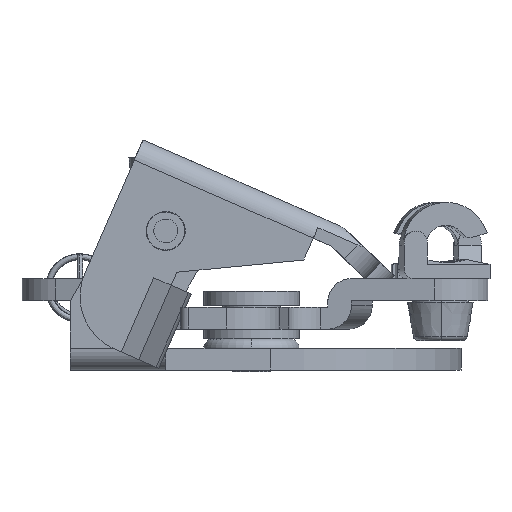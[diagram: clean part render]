
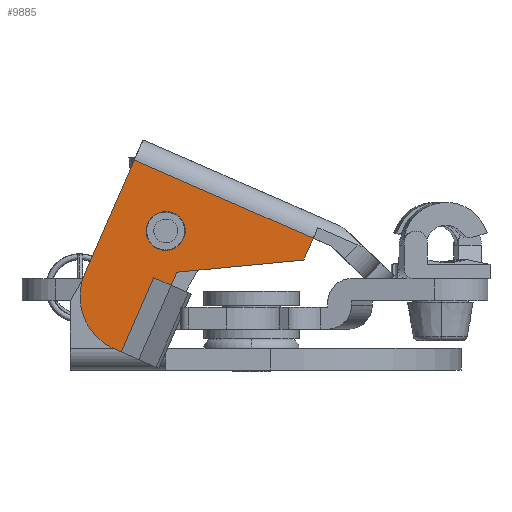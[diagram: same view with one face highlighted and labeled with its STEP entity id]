
A CAD part, left-side view. The second image highlights one B-rep face of the part: STEP entity #9885.
In plain terms, the highlighted planar face has unit normal (-1, 0, 0).
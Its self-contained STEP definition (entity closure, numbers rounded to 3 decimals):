
#19 = VERTEX_POINT ( 'NONE', #2615 ) ;
#30 = VERTEX_POINT ( 'NONE', #2651 ) ;
#31 = EDGE_LOOP ( 'NONE', ( #105, #110, #16114, #16081, #9960, #9892, #9906, #9894 ) ) ;
#105 = ORIENTED_EDGE ( 'NONE', *, *, #106, .F. ) ;
#106 = EDGE_CURVE ( 'NONE', #30, #19, #3427, .T. ) ;
#110 = ORIENTED_EDGE ( 'NONE', *, *, #112, .T. ) ;
#112 = EDGE_CURVE ( 'NONE', #30, #16128, #3612, .T. ) ;
#452 = VERTEX_POINT ( 'NONE', #6763 ) ;
#454 = EDGE_CURVE ( 'NONE', #455, #452, #6762, .T. ) ;
#455 = VERTEX_POINT ( 'NONE', #6757 ) ;
#2615 = CARTESIAN_POINT ( 'NONE',  ( -41.05, -14.5, 3. ) ) ;
#2651 = CARTESIAN_POINT ( 'NONE',  ( -41.05, -14.5, 5.5 ) ) ;
#3424 = DIRECTION ( 'NONE',  ( 0., 0., -1. ) ) ;
#3425 = VECTOR ( 'NONE', #3424, 1000. ) ;
#3426 = CARTESIAN_POINT ( 'NONE',  ( -41.05, -14.5, 7.8 ) ) ;
#3427 = LINE ( 'NONE', #3426, #3425 ) ;
#3609 = DIRECTION ( 'NONE',  ( 0., 1., 0. ) ) ;
#3610 = VECTOR ( 'NONE', #3609, 1000. ) ;
#3611 = CARTESIAN_POINT ( 'NONE',  ( -41.05, 6., 5.5 ) ) ;
#3612 = LINE ( 'NONE', #3611, #3610 ) ;
#6757 = CARTESIAN_POINT ( 'NONE',  ( -41.05, -2.05, 0. ) ) ;
#6758 = DIRECTION ( 'NONE',  ( 0., 1., 0. ) ) ;
#6759 = DIRECTION ( 'NONE',  ( 1., 0., 0. ) ) ;
#6760 = CARTESIAN_POINT ( 'NONE',  ( -41.05, 0., 0. ) ) ;
#6761 = AXIS2_PLACEMENT_3D ( 'NONE', #6760, #6759, #6758 ) ;
#6762 = CIRCLE ( 'NONE', #6761, 2.05 ) ;
#6763 = CARTESIAN_POINT ( 'NONE',  ( -41.05, 2.05, 0. ) ) ;
#9863 = VERTEX_POINT ( 'NONE', #10705 ) ;
#9864 = EDGE_LOOP ( 'NONE', ( #9886, #15918 ) ) ;
#9885 = ADVANCED_FACE ( 'NONE', ( #10762, #10761 ), #10760, .T. ) ;
#9886 = ORIENTED_EDGE ( 'NONE', *, *, #454, .T. ) ;
#9888 = EDGE_CURVE ( 'NONE', #9900, #9903, #10755, .T. ) ;
#9889 = EDGE_CURVE ( 'NONE', #9899, #9903, #10751, .T. ) ;
#9890 = EDGE_CURVE ( 'NONE', #19, #9900, #10747, .T. ) ;
#9892 = ORIENTED_EDGE ( 'NONE', *, *, #9889, .T. ) ;
#9894 = ORIENTED_EDGE ( 'NONE', *, *, #9890, .F. ) ;
#9899 = VERTEX_POINT ( 'NONE', #10743 ) ;
#9900 = VERTEX_POINT ( 'NONE', #10742 ) ;
#9903 = VERTEX_POINT ( 'NONE', #10741 ) ;
#9906 = ORIENTED_EDGE ( 'NONE', *, *, #9888, .F. ) ;
#9959 = EDGE_CURVE ( 'NONE', #9899, #9863, #10740, .T. ) ;
#9960 = ORIENTED_EDGE ( 'NONE', *, *, #9959, .F. ) ;
#10010 = EDGE_CURVE ( 'NONE', #9863, #16102, #10735, .T. ) ;
#10705 = CARTESIAN_POINT ( 'NONE',  ( -41.05, 0., -13.5 ) ) ;
#10735 = CIRCLE ( 'NONE', #10797, 6. ) ;
#10737 = DIRECTION ( 'NONE',  ( 0., 1., 0. ) ) ;
#10738 = VECTOR ( 'NONE', #10737, 1000. ) ;
#10739 = CARTESIAN_POINT ( 'NONE',  ( -41.05, -2.8, -13.5 ) ) ;
#10740 = LINE ( 'NONE', #10739, #10738 ) ;
#10741 = CARTESIAN_POINT ( 'NONE',  ( -41.05, -2.8, -5. ) ) ;
#10742 = CARTESIAN_POINT ( 'NONE',  ( -41.05, -2.8, -3.5 ) ) ;
#10743 = CARTESIAN_POINT ( 'NONE',  ( -41.05, -2.8, -13.5 ) ) ;
#10744 = DIRECTION ( 'NONE',  ( 0., 0.874, -0.486 ) ) ;
#10745 = VECTOR ( 'NONE', #10744, 1000. ) ;
#10746 = CARTESIAN_POINT ( 'NONE',  ( -41.05, -14.5, 3. ) ) ;
#10747 = LINE ( 'NONE', #10746, #10745 ) ;
#10748 = DIRECTION ( 'NONE',  ( 0., 0., 1. ) ) ;
#10749 = VECTOR ( 'NONE', #10748, 1000. ) ;
#10750 = CARTESIAN_POINT ( 'NONE',  ( -41.05, -2.8, -13.5 ) ) ;
#10751 = LINE ( 'NONE', #10750, #10749 ) ;
#10752 = DIRECTION ( 'NONE',  ( 0., 0., -1. ) ) ;
#10753 = VECTOR ( 'NONE', #10752, 1000. ) ;
#10754 = CARTESIAN_POINT ( 'NONE',  ( -41.05, -2.8, -3.5 ) ) ;
#10755 = LINE ( 'NONE', #10754, #10753 ) ;
#10756 = DIRECTION ( 'NONE',  ( 0., 1., 0. ) ) ;
#10757 = DIRECTION ( 'NONE',  ( -1., 0., 0. ) ) ;
#10758 = CARTESIAN_POINT ( 'NONE',  ( -41.05, 0., -7.5 ) ) ;
#10759 = AXIS2_PLACEMENT_3D ( 'NONE', #10758, #10757, #10756 ) ;
#10760 = PLANE ( 'NONE',  #10759 ) ;
#10761 = FACE_BOUND ( 'NONE', #9864, .T. ) ;
#10762 = FACE_OUTER_BOUND ( 'NONE', #31, .T. ) ;
#10794 = DIRECTION ( 'NONE',  ( 0., 1., 0. ) ) ;
#10795 = DIRECTION ( 'NONE',  ( 1., 0., 0. ) ) ;
#10796 = CARTESIAN_POINT ( 'NONE',  ( -41.05, 0., -7.5 ) ) ;
#10797 = AXIS2_PLACEMENT_3D ( 'NONE', #10796, #10795, #10794 ) ;
#11199 = DIRECTION ( 'NONE',  ( 0., 1., 0. ) ) ;
#11200 = DIRECTION ( 'NONE',  ( 1., 0., 0. ) ) ;
#11201 = CARTESIAN_POINT ( 'NONE',  ( -41.05, 0., 0. ) ) ;
#11202 = AXIS2_PLACEMENT_3D ( 'NONE', #11201, #11200, #11199 ) ;
#11203 = CIRCLE ( 'NONE', #11202, 2.05 ) ;
#11442 = LINE ( 'NONE', #11509, #11508 ) ;
#11450 = CARTESIAN_POINT ( 'NONE',  ( -41.05, 6., -7.5 ) ) ;
#11507 = DIRECTION ( 'NONE',  ( 0., 0., 1. ) ) ;
#11508 = VECTOR ( 'NONE', #11507, 1000. ) ;
#11509 = CARTESIAN_POINT ( 'NONE',  ( -41.05, 6., -7.5 ) ) ;
#11516 = CARTESIAN_POINT ( 'NONE',  ( -41.05, 6., 5.5 ) ) ;
#15918 = ORIENTED_EDGE ( 'NONE', *, *, #15948, .T. ) ;
#15948 = EDGE_CURVE ( 'NONE', #452, #455, #11203, .T. ) ;
#16081 = ORIENTED_EDGE ( 'NONE', *, *, #10010, .F. ) ;
#16102 = VERTEX_POINT ( 'NONE', #11450 ) ;
#16111 = EDGE_CURVE ( 'NONE', #16102, #16128, #11442, .T. ) ;
#16114 = ORIENTED_EDGE ( 'NONE', *, *, #16111, .F. ) ;
#16128 = VERTEX_POINT ( 'NONE', #11516 ) ;
